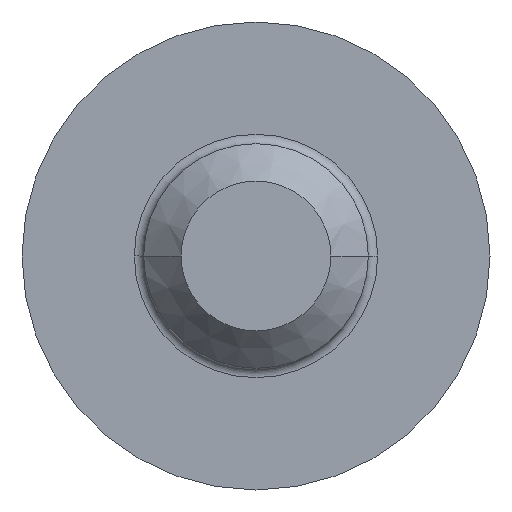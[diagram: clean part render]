
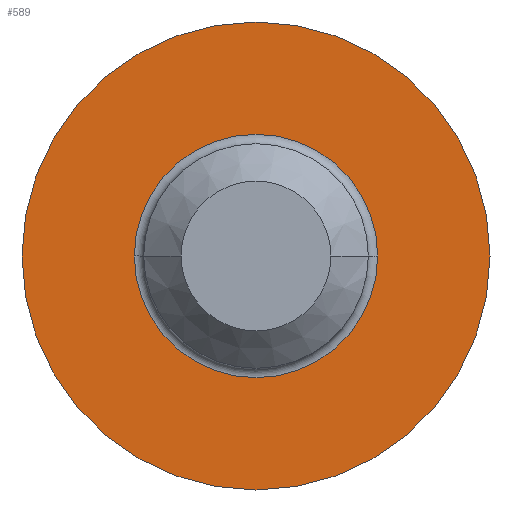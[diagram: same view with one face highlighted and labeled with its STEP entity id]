
A CAD part, front view. The second image highlights one B-rep face of the part: STEP entity #589.
In plain terms, the highlighted planar face has unit normal (0, -1, 0).
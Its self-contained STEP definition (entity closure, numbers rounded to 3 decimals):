
#62 = VERTEX_POINT ( 'NONE', #74 ) ;
#74 = CARTESIAN_POINT ( 'NONE',  ( 3.25, 20., 0. ) ) ;
#78 = AXIS2_PLACEMENT_3D ( 'NONE', #155, #316, #369 ) ;
#87 = EDGE_LOOP ( 'NONE', ( #211, #726 ) ) ;
#104 = CARTESIAN_POINT ( 'NONE',  ( -6.25, 20., 0. ) ) ;
#108 = DIRECTION ( 'NONE',  ( 0., -1., 0. ) ) ;
#122 = CIRCLE ( 'NONE', #294, 3.25 ) ;
#127 = EDGE_CURVE ( 'NONE', #620, #439, #564, .T. ) ;
#155 = CARTESIAN_POINT ( 'NONE',  ( 0., 20., 0. ) ) ;
#172 = FACE_BOUND ( 'NONE', #221, .T. ) ;
#176 = ORIENTED_EDGE ( 'NONE', *, *, #219, .F. ) ;
#203 = DIRECTION ( 'NONE',  ( 0., -1., 0. ) ) ;
#209 = EDGE_CURVE ( 'NONE', #62, #262, #527, .T. ) ;
#211 = ORIENTED_EDGE ( 'NONE', *, *, #127, .T. ) ;
#219 = EDGE_CURVE ( 'NONE', #262, #62, #122, .T. ) ;
#220 = DIRECTION ( 'NONE',  ( 0., -1., 0. ) ) ;
#221 = EDGE_LOOP ( 'NONE', ( #400, #176 ) ) ;
#227 = CARTESIAN_POINT ( 'NONE',  ( 3.25, 20., 0. ) ) ;
#251 = DIRECTION ( 'NONE',  ( 1., 0., 0. ) ) ;
#262 = VERTEX_POINT ( 'NONE', #377 ) ;
#272 = CIRCLE ( 'NONE', #321, 6.25 ) ;
#294 = AXIS2_PLACEMENT_3D ( 'NONE', #668, #203, #434 ) ;
#316 = DIRECTION ( 'NONE',  ( 0., -1., 0. ) ) ;
#321 = AXIS2_PLACEMENT_3D ( 'NONE', #399, #108, #571 ) ;
#369 = DIRECTION ( 'NONE',  ( 1., 0., 0. ) ) ;
#377 = CARTESIAN_POINT ( 'NONE',  ( -3.25, 20., 0. ) ) ;
#397 = CARTESIAN_POINT ( 'NONE',  ( 6.25, 20., 0. ) ) ;
#399 = CARTESIAN_POINT ( 'NONE',  ( 0., 20., 0. ) ) ;
#400 = ORIENTED_EDGE ( 'NONE', *, *, #209, .F. ) ;
#434 = DIRECTION ( 'NONE',  ( 1., 0., 0. ) ) ;
#439 = VERTEX_POINT ( 'NONE', #104 ) ;
#456 = PLANE ( 'NONE',  #537 ) ;
#496 = DIRECTION ( 'NONE',  ( 0., -1., 0. ) ) ;
#527 = CIRCLE ( 'NONE', #573, 3.25 ) ;
#537 = AXIS2_PLACEMENT_3D ( 'NONE', #227, #220, #682 ) ;
#564 = CIRCLE ( 'NONE', #78, 6.25 ) ;
#571 = DIRECTION ( 'NONE',  ( 1., 0., 0. ) ) ;
#573 = AXIS2_PLACEMENT_3D ( 'NONE', #601, #496, #251 ) ;
#575 = FACE_OUTER_BOUND ( 'NONE', #87, .T. ) ;
#589 = ADVANCED_FACE ( 'NONE', ( #575, #172 ), #456, .T. ) ;
#601 = CARTESIAN_POINT ( 'NONE',  ( 0., 20., 0. ) ) ;
#620 = VERTEX_POINT ( 'NONE', #397 ) ;
#668 = CARTESIAN_POINT ( 'NONE',  ( 0., 20., 0. ) ) ;
#674 = EDGE_CURVE ( 'NONE', #439, #620, #272, .T. ) ;
#682 = DIRECTION ( 'NONE',  ( 1., 0., 0. ) ) ;
#726 = ORIENTED_EDGE ( 'NONE', *, *, #674, .T. ) ;
